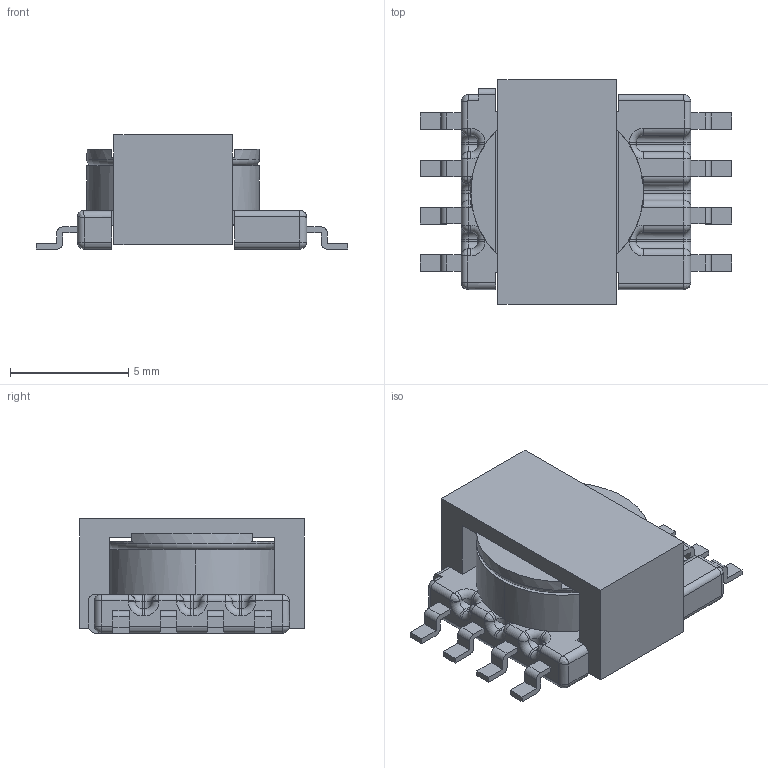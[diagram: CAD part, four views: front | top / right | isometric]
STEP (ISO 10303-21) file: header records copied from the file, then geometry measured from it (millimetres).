
FILE_DESCRIPTION(/* description */ ('Unknown'),/* implementation_level */ '2;1');
FILE_NAME(/* name */ 'T_Wurth_WE-IBTI-ER9.5S_L10W14H5',/* time_stamp */ '2025-12-25T15:04:56+08:00',/* author */ ('Unknown'),/* organization */ ('Unknown'),/* preprocessor_version */ 'ST-DEVELOPER v19.4',/* originating_system */ 'Solid Edge',/* authorisation */ 'Unknown');
FILE_SCHEMA (('AUTOMOTIVE_DESIGN {1 0 10303 214 3 1 1}'));
Length unit declared in the file: millimetre
Products named in the file (2): T_Wurth_WE-IBTI-ER9.5S_L10W14H5
Assembly tree (1 placements, depth 2):
  T_Wurth_WE-IBTI-ER9.5S_L10W14H5
    T_Wurth_WE-IBTI-ER9.5S_L10W14H5
Bounding box: 13.16 x 9.5 x 4.83 mm (x, y, z)
Volume: 285.4 mm3; surface area: 628.5 mm2
Topology: 2 solids, 2 shells, 288 faces, 717 edges, 424 vertices
Faces by surface type: plane 133, cylinder 105, torus 32, sphere 11, bspline 7
Entity records: 10534 total; most frequent: CARTESIAN_POINT 1728, DIRECTION 1490, ORIENTED_EDGE 1404, EDGE_CURVE 702, AXIS2_PLACEMENT_3D 531, LINE 428, VECTOR 428, VERTEX_POINT 427
